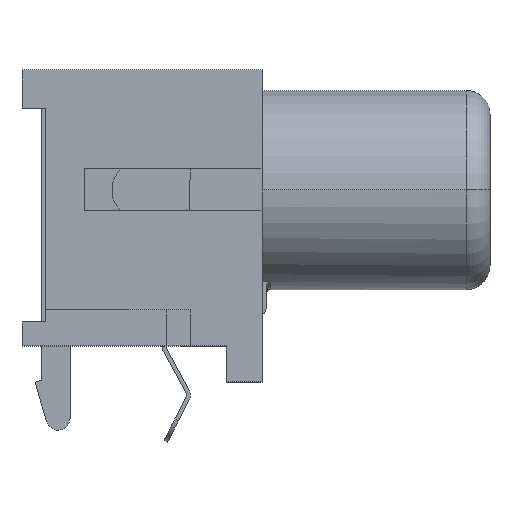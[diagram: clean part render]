
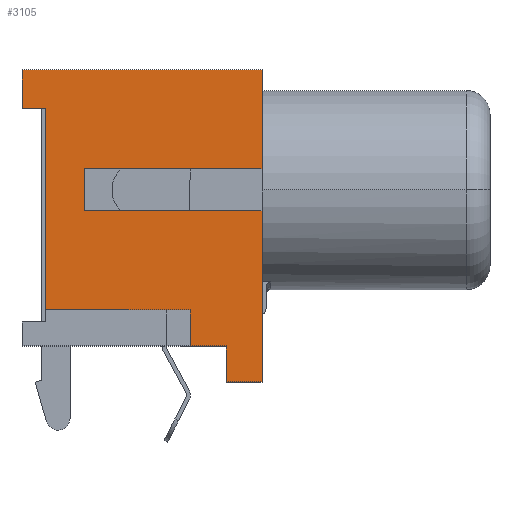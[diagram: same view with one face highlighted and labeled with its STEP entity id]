
A CAD part, top view. The second image highlights one B-rep face of the part: STEP entity #3105.
In plain terms, the highlighted planar face has unit normal (0, 0, 1).
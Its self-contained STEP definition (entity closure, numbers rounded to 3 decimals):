
#23 = LINE ( 'NONE', #1598, #526 ) ;
#49 = DIRECTION ( 'NONE',  ( 1., 0., 0. ) ) ;
#81 = CARTESIAN_POINT ( 'NONE',  ( -9., 1.5, 5. ) ) ;
#98 = PLANE ( 'NONE',  #964 ) ;
#114 = DIRECTION ( 'NONE',  ( 0., 1., 0. ) ) ;
#136 = VECTOR ( 'NONE', #1564, 1000. ) ;
#162 = EDGE_CURVE ( 'NONE', #2480, #211, #3577, .T. ) ;
#200 = CARTESIAN_POINT ( 'NONE',  ( -10.988, 5.625, 5. ) ) ;
#211 = VERTEX_POINT ( 'NONE', #1255 ) ;
#284 = LINE ( 'NONE', #3984, #136 ) ;
#402 = VECTOR ( 'NONE', #2548, 1000. ) ;
#427 = DIRECTION ( 'NONE',  ( 0., 0., -1. ) ) ;
#443 = CARTESIAN_POINT ( 'NONE',  ( -3., 0., 5. ) ) ;
#467 = EDGE_CURVE ( 'NONE', #2385, #564, #3588, .T. ) ;
#479 = VECTOR ( 'NONE', #3643, 1000. ) ;
#493 = CARTESIAN_POINT ( 'NONE',  ( -3., 1.5, 5. ) ) ;
#523 = DIRECTION ( 'NONE',  ( -1., 0., 0. ) ) ;
#526 = VECTOR ( 'NONE', #2186, 1000. ) ;
#539 = VERTEX_POINT ( 'NONE', #546 ) ;
#546 = CARTESIAN_POINT ( 'NONE',  ( 0., 7.375, 5. ) ) ;
#550 = DIRECTION ( 'NONE',  ( 0., 1., 0. ) ) ;
#561 = CARTESIAN_POINT ( 'NONE',  ( 0., -1.5, 5. ) ) ;
#564 = VERTEX_POINT ( 'NONE', #81 ) ;
#585 = CARTESIAN_POINT ( 'NONE',  ( -7.4, 5.625, 5. ) ) ;
#587 = VECTOR ( 'NONE', #523, 1000. ) ;
#713 = CARTESIAN_POINT ( 'NONE',  ( -9., 9.9, 5. ) ) ;
#793 = LINE ( 'NONE', #200, #3407 ) ;
#817 = CARTESIAN_POINT ( 'NONE',  ( 0., 11.5, 5. ) ) ;
#839 = EDGE_CURVE ( 'NONE', #3312, #539, #1019, .T. ) ;
#899 = ORIENTED_EDGE ( 'NONE', *, *, #2387, .F. ) ;
#964 = AXIS2_PLACEMENT_3D ( 'NONE', #3774, #427, #2881 ) ;
#1019 = LINE ( 'NONE', #1316, #402 ) ;
#1025 = ORIENTED_EDGE ( 'NONE', *, *, #162, .F. ) ;
#1038 = EDGE_CURVE ( 'NONE', #3296, #1718, #793, .T. ) ;
#1059 = EDGE_CURVE ( 'NONE', #2711, #1599, #3005, .T. ) ;
#1084 = DIRECTION ( 'NONE',  ( -1., 0., 0. ) ) ;
#1088 = EDGE_CURVE ( 'NONE', #1451, #1599, #2668, .T. ) ;
#1103 = CARTESIAN_POINT ( 'NONE',  ( -9., 9.9, 5. ) ) ;
#1111 = CARTESIAN_POINT ( 'NONE',  ( -10., 11.5, 5. ) ) ;
#1117 = LINE ( 'NONE', #817, #2840 ) ;
#1152 = CARTESIAN_POINT ( 'NONE',  ( 0., 11.5, 5. ) ) ;
#1183 = EDGE_CURVE ( 'NONE', #1869, #211, #2196, .T. ) ;
#1202 = CARTESIAN_POINT ( 'NONE',  ( -10., 9.9, 5. ) ) ;
#1206 = ORIENTED_EDGE ( 'NONE', *, *, #3662, .T. ) ;
#1255 = CARTESIAN_POINT ( 'NONE',  ( -1.5, 0., 5. ) ) ;
#1281 = VECTOR ( 'NONE', #114, 1000. ) ;
#1307 = CARTESIAN_POINT ( 'NONE',  ( 0., 5.625, 5. ) ) ;
#1316 = CARTESIAN_POINT ( 'NONE',  ( -10.988, 7.375, 5. ) ) ;
#1330 = ORIENTED_EDGE ( 'NONE', *, *, #1183, .T. ) ;
#1351 = VECTOR ( 'NONE', #49, 1000. ) ;
#1395 = LINE ( 'NONE', #2291, #1641 ) ;
#1399 = LINE ( 'NONE', #561, #2857 ) ;
#1404 = ORIENTED_EDGE ( 'NONE', *, *, #839, .T. ) ;
#1451 = VERTEX_POINT ( 'NONE', #3408 ) ;
#1469 = EDGE_CURVE ( 'NONE', #2254, #539, #1395, .T. ) ;
#1481 = VECTOR ( 'NONE', #2408, 1000. ) ;
#1564 = DIRECTION ( 'NONE',  ( 1., 0., 0. ) ) ;
#1598 = CARTESIAN_POINT ( 'NONE',  ( -7.4, 7.375, 5. ) ) ;
#1599 = VERTEX_POINT ( 'NONE', #1202 ) ;
#1641 = VECTOR ( 'NONE', #3508, 1000. ) ;
#1643 = ORIENTED_EDGE ( 'NONE', *, *, #1088, .T. ) ;
#1644 = FACE_OUTER_BOUND ( 'NONE', #1704, .T. ) ;
#1704 = EDGE_LOOP ( 'NONE', ( #2036, #1206, #1330, #1025, #1920, #899, #2452, #3459, #1404, #3238, #2303, #1643, #3649, #3512 ) ) ;
#1718 = VERTEX_POINT ( 'NONE', #1307 ) ;
#1801 = EDGE_CURVE ( 'NONE', #3312, #3296, #23, .T. ) ;
#1869 = VERTEX_POINT ( 'NONE', #443 ) ;
#1872 = EDGE_CURVE ( 'NONE', #564, #2711, #2896, .T. ) ;
#1920 = ORIENTED_EDGE ( 'NONE', *, *, #3870, .F. ) ;
#2036 = ORIENTED_EDGE ( 'NONE', *, *, #467, .F. ) ;
#2150 = CARTESIAN_POINT ( 'NONE',  ( -10., 1.5, 5. ) ) ;
#2186 = DIRECTION ( 'NONE',  ( 0., -1., 0. ) ) ;
#2196 = LINE ( 'NONE', #3065, #1351 ) ;
#2254 = VERTEX_POINT ( 'NONE', #1152 ) ;
#2291 = CARTESIAN_POINT ( 'NONE',  ( 0., 11.5, 5. ) ) ;
#2303 = ORIENTED_EDGE ( 'NONE', *, *, #2695, .F. ) ;
#2328 = DIRECTION ( 'NONE',  ( 0., -1., 0. ) ) ;
#2343 = CARTESIAN_POINT ( 'NONE',  ( -9., 9.9, 5. ) ) ;
#2385 = VERTEX_POINT ( 'NONE', #493 ) ;
#2387 = EDGE_CURVE ( 'NONE', #1718, #3012, #1117, .T. ) ;
#2408 = DIRECTION ( 'NONE',  ( 0., -1., 0. ) ) ;
#2450 = CARTESIAN_POINT ( 'NONE',  ( -1.5, -1.5, 5. ) ) ;
#2452 = ORIENTED_EDGE ( 'NONE', *, *, #1038, .F. ) ;
#2480 = VERTEX_POINT ( 'NONE', #2450 ) ;
#2548 = DIRECTION ( 'NONE',  ( 1., 0., 0. ) ) ;
#2668 = LINE ( 'NONE', #1111, #1481 ) ;
#2691 = DIRECTION ( 'NONE',  ( 1., 0., 0. ) ) ;
#2695 = EDGE_CURVE ( 'NONE', #1451, #2254, #284, .T. ) ;
#2711 = VERTEX_POINT ( 'NONE', #1103 ) ;
#2732 = CARTESIAN_POINT ( 'NONE',  ( -3., 1.5, 5. ) ) ;
#2809 = CARTESIAN_POINT ( 'NONE',  ( 0., -1.5, 5. ) ) ;
#2840 = VECTOR ( 'NONE', #2328, 1000. ) ;
#2857 = VECTOR ( 'NONE', #3800, 1000. ) ;
#2881 = DIRECTION ( 'NONE',  ( -1., 0., 0. ) ) ;
#2896 = LINE ( 'NONE', #713, #1281 ) ;
#3005 = LINE ( 'NONE', #2343, #3944 ) ;
#3012 = VERTEX_POINT ( 'NONE', #2809 ) ;
#3065 = CARTESIAN_POINT ( 'NONE',  ( -10., 0., 5. ) ) ;
#3067 = LINE ( 'NONE', #2732, #479 ) ;
#3105 = ADVANCED_FACE ( 'NONE', ( #1644 ), #98, .F. ) ;
#3238 = ORIENTED_EDGE ( 'NONE', *, *, #1469, .F. ) ;
#3296 = VERTEX_POINT ( 'NONE', #585 ) ;
#3303 = CARTESIAN_POINT ( 'NONE',  ( -1.5, -1.5, 5. ) ) ;
#3312 = VERTEX_POINT ( 'NONE', #3969 ) ;
#3407 = VECTOR ( 'NONE', #2691, 1000. ) ;
#3408 = CARTESIAN_POINT ( 'NONE',  ( -10., 11.5, 5. ) ) ;
#3459 = ORIENTED_EDGE ( 'NONE', *, *, #1801, .F. ) ;
#3508 = DIRECTION ( 'NONE',  ( 0., -1., 0. ) ) ;
#3512 = ORIENTED_EDGE ( 'NONE', *, *, #1872, .F. ) ;
#3577 = LINE ( 'NONE', #3303, #3952 ) ;
#3588 = LINE ( 'NONE', #2150, #587 ) ;
#3643 = DIRECTION ( 'NONE',  ( 0., -1., 0. ) ) ;
#3649 = ORIENTED_EDGE ( 'NONE', *, *, #1059, .F. ) ;
#3662 = EDGE_CURVE ( 'NONE', #2385, #1869, #3067, .T. ) ;
#3774 = CARTESIAN_POINT ( 'NONE',  ( -10., 11.5, 5. ) ) ;
#3800 = DIRECTION ( 'NONE',  ( -1., 0., 0. ) ) ;
#3870 = EDGE_CURVE ( 'NONE', #3012, #2480, #1399, .T. ) ;
#3944 = VECTOR ( 'NONE', #1084, 1000. ) ;
#3952 = VECTOR ( 'NONE', #550, 1000. ) ;
#3969 = CARTESIAN_POINT ( 'NONE',  ( -7.4, 7.375, 5. ) ) ;
#3984 = CARTESIAN_POINT ( 'NONE',  ( -10., 11.5, 5. ) ) ;
